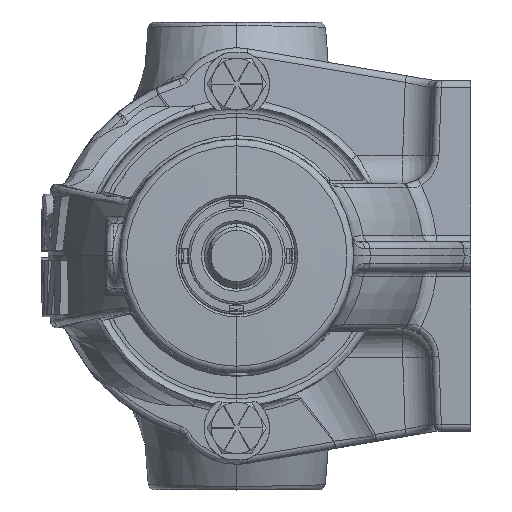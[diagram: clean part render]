
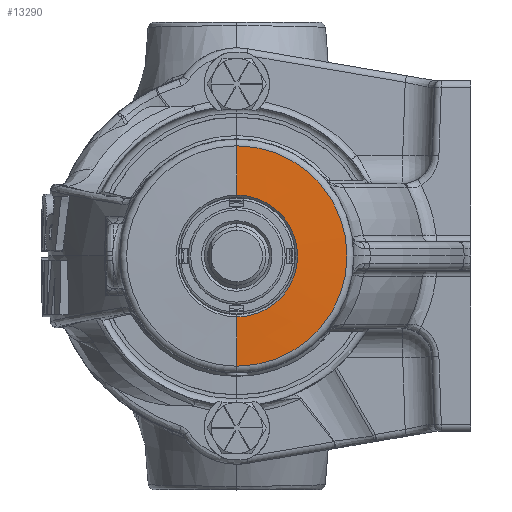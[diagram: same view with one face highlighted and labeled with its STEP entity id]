
A CAD part, left-side view. The second image highlights one B-rep face of the part: STEP entity #13290.
In plain terms, the highlighted conical face has half-angle 88 degrees and reference radius 25.4 mm.
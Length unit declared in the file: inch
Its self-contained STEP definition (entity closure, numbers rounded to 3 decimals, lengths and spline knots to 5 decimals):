
#1005 = AXIS2_PLACEMENT_3D ( 'NONE', #17856, #84704, #10770 ) ;
#1349 = DIRECTION ( 'NONE',  ( 0., 0., -1. ) ) ;
#4757 = EDGE_LOOP ( 'NONE', ( #65685, #19953, #70995, #8529 ) ) ;
#8529 = ORIENTED_EDGE ( 'NONE', *, *, #81025, .T. ) ;
#8912 = CARTESIAN_POINT ( 'NONE',  ( -6.46952, 0., 0.94209 ) ) ;
#10770 = DIRECTION ( 'NONE',  ( 0., 0., -1. ) ) ;
#13127 = VERTEX_POINT ( 'NONE', #8912 ) ;
#13276 = DIRECTION ( 'NONE',  ( 0.035, 0., 0.999 ) ) ;
#13290 = ADVANCED_FACE ( 'NONE', ( #61209 ), #86869, .T. ) ;
#17856 = CARTESIAN_POINT ( 'NONE',  ( -6.4675, 0., 0. ) ) ;
#19953 = ORIENTED_EDGE ( 'NONE', *, *, #82505, .T. ) ;
#22906 = DIRECTION ( 'NONE',  ( 0.035, 0., -0.999 ) ) ;
#27762 = VECTOR ( 'NONE', #13276, 39.37008 ) ;
#32224 = VERTEX_POINT ( 'NONE', #92217 ) ;
#32363 = VERTEX_POINT ( 'NONE', #50075 ) ;
#40911 = CARTESIAN_POINT ( 'NONE',  ( -6.46952, 0., 0. ) ) ;
#45796 = DIRECTION ( 'NONE',  ( 1., 0., 0. ) ) ;
#48430 = DIRECTION ( 'NONE',  ( 0., 0., 1. ) ) ;
#50075 = CARTESIAN_POINT ( 'NONE',  ( -6.48426, 0., 0.51999 ) ) ;
#52642 = EDGE_CURVE ( 'NONE', #32363, #13127, #65165, .T. ) ;
#54272 = LINE ( 'NONE', #67913, #93968 ) ;
#61209 = FACE_OUTER_BOUND ( 'NONE', #4757, .T. ) ;
#65165 = LINE ( 'NONE', #65355, #27762 ) ;
#65355 = CARTESIAN_POINT ( 'NONE',  ( -6.4675, 0., 1. ) ) ;
#65685 = ORIENTED_EDGE ( 'NONE', *, *, #52642, .F. ) ;
#67913 = CARTESIAN_POINT ( 'NONE',  ( -6.4675, 0., -1. ) ) ;
#70427 = CIRCLE ( 'NONE', #85937, 0.94209 ) ;
#70995 = ORIENTED_EDGE ( 'NONE', *, *, #78936, .T. ) ;
#76077 = AXIS2_PLACEMENT_3D ( 'NONE', #90546, #45796, #1349 ) ;
#76800 = CARTESIAN_POINT ( 'NONE',  ( -6.46952, 0., -0.94209 ) ) ;
#78936 = EDGE_CURVE ( 'NONE', #32224, #93898, #54272, .T. ) ;
#81025 = EDGE_CURVE ( 'NONE', #93898, #13127, #70427, .T. ) ;
#82505 = EDGE_CURVE ( 'NONE', #32363, #32224, #95679, .T. ) ;
#84704 = DIRECTION ( 'NONE',  ( 1., 0., 0. ) ) ;
#85937 = AXIS2_PLACEMENT_3D ( 'NONE', #40911, #93167, #48430 ) ;
#86869 = CONICAL_SURFACE ( 'NONE', #1005, 1., 1.536 ) ;
#90546 = CARTESIAN_POINT ( 'NONE',  ( -6.48426, 0., 0. ) ) ;
#92217 = CARTESIAN_POINT ( 'NONE',  ( -6.48426, 0., -0.51999 ) ) ;
#93167 = DIRECTION ( 'NONE',  ( -1., 0., 0. ) ) ;
#93898 = VERTEX_POINT ( 'NONE', #76800 ) ;
#93968 = VECTOR ( 'NONE', #22906, 39.37008 ) ;
#95679 = CIRCLE ( 'NONE', #76077, 0.51999 ) ;
